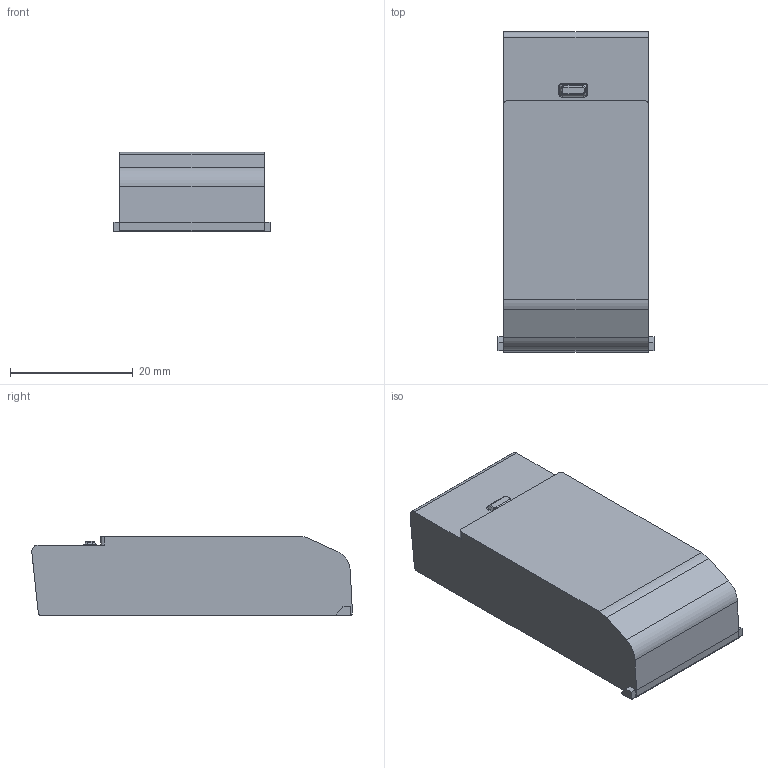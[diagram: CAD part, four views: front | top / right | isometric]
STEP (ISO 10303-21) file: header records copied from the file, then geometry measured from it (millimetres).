
FILE_DESCRIPTION((''),'2;1');
FILE_NAME('ASSSC','2025-02-03T',(''),(''),'PRO/ENGINEER BY PARAMETRIC TECHNOLOGY CORPORATION, 2003250','PRO/ENGINEER BY PARAMETRIC TECHNOLOGY CORPORATION, 2003250','');
FILE_SCHEMA(('CONFIG_CONTROL_DESIGN'));
Length unit declared in the file: millimetre
Products named in the file (3): TOP-COVER_03_-_NO_HOLE; OUTER_03_-_SMOOTH; ASSSC
Assembly tree (2 placements, depth 2):
  ASSSC
    TOP-COVER_03_-_NO_HOLE
    OUTER_03_-_SMOOTH
Bounding box: 25.45 x 52.15 x 12.9 mm (x, y, z)
Volume: 4651.8 mm3; surface area: 8828 mm2
Topology: 2 solids, 2 shells, 191 faces, 496 edges, 314 vertices
Faces by surface type: plane 132, cylinder 41, bspline 16, torus 2
Entity records: 6367 total; most frequent: CARTESIAN_POINT 1698, ORIENTED_EDGE 992, DIRECTION 888, EDGE_CURVE 496, VECTOR 392, LINE 392, VERTEX_POINT 314, AXIS2_PLACEMENT_3D 248
